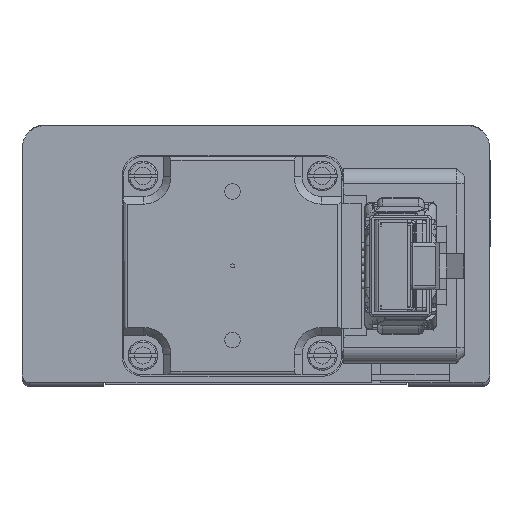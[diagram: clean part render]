
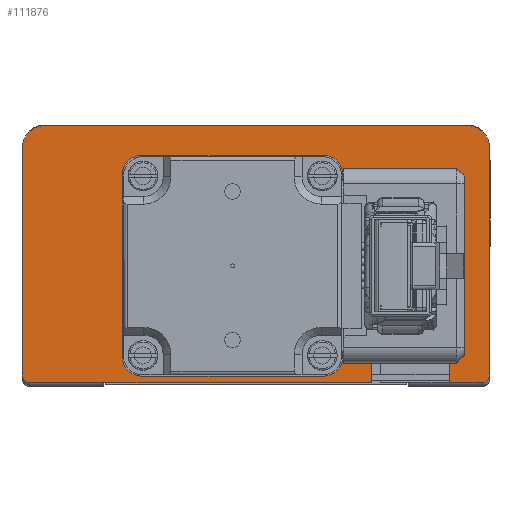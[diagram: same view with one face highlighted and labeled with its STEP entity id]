
A CAD part, front view. The second image highlights one B-rep face of the part: STEP entity #111876.
In plain terms, the highlighted face is planar.
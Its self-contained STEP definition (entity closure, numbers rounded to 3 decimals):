
#3953=LINE('',#189128,#16754);
#3957=LINE('',#189138,#16758);
#3960=LINE('',#189146,#16761);
#3963=LINE('',#189154,#16764);
#3966=LINE('',#189162,#16767);
#3968=LINE('',#189166,#16769);
#3970=LINE('',#189170,#16771);
#3971=LINE('',#189172,#16772);
#3972=LINE('',#189173,#16773);
#3973=LINE('',#189178,#16774);
#3974=LINE('',#189182,#16775);
#3975=LINE('',#189186,#16776);
#3976=LINE('',#189190,#16777);
#3977=LINE('',#189194,#16778);
#3978=LINE('',#189198,#16779);
#3979=LINE('',#189202,#16780);
#16754=VECTOR('',#158989,1000.);
#16758=VECTOR('',#158999,1000.);
#16761=VECTOR('',#159008,1000.);
#16764=VECTOR('',#159017,1000.);
#16767=VECTOR('',#159026,1000.);
#16769=VECTOR('',#159030,1000.);
#16771=VECTOR('',#159034,1000.);
#16772=VECTOR('',#159035,1000.);
#16773=VECTOR('',#159036,1000.);
#16774=VECTOR('',#159039,1000.);
#16775=VECTOR('',#159042,1000.);
#16776=VECTOR('',#159045,1000.);
#16777=VECTOR('',#159048,1000.);
#16778=VECTOR('',#159051,1000.);
#16779=VECTOR('',#159054,1000.);
#16780=VECTOR('',#159057,1000.);
#30900=ORIENTED_EDGE('',*,*,#63628,.F.);
#30901=ORIENTED_EDGE('',*,*,#63649,.F.);
#30902=ORIENTED_EDGE('',*,*,#63650,.F.);
#30903=ORIENTED_EDGE('',*,*,#63647,.F.);
#30904=ORIENTED_EDGE('',*,*,#63645,.F.);
#30905=ORIENTED_EDGE('',*,*,#63643,.T.);
#30906=ORIENTED_EDGE('',*,*,#63641,.F.);
#30907=ORIENTED_EDGE('',*,*,#63639,.T.);
#30908=ORIENTED_EDGE('',*,*,#63637,.F.);
#30909=ORIENTED_EDGE('',*,*,#63635,.T.);
#30910=ORIENTED_EDGE('',*,*,#63633,.F.);
#30911=ORIENTED_EDGE('',*,*,#63631,.T.);
#30912=ORIENTED_EDGE('',*,*,#63651,.T.);
#30913=ORIENTED_EDGE('',*,*,#63652,.T.);
#30914=ORIENTED_EDGE('',*,*,#63653,.T.);
#30915=ORIENTED_EDGE('',*,*,#63654,.T.);
#30916=ORIENTED_EDGE('',*,*,#63655,.T.);
#30917=ORIENTED_EDGE('',*,*,#63656,.T.);
#30918=ORIENTED_EDGE('',*,*,#63657,.T.);
#30919=ORIENTED_EDGE('',*,*,#63658,.T.);
#30920=ORIENTED_EDGE('',*,*,#63659,.T.);
#30921=ORIENTED_EDGE('',*,*,#63660,.T.);
#30922=ORIENTED_EDGE('',*,*,#63661,.T.);
#30923=ORIENTED_EDGE('',*,*,#63662,.T.);
#30924=ORIENTED_EDGE('',*,*,#63663,.T.);
#30925=ORIENTED_EDGE('',*,*,#63664,.T.);
#30926=ORIENTED_EDGE('',*,*,#63665,.T.);
#30927=ORIENTED_EDGE('',*,*,#63666,.T.);
#63628=EDGE_CURVE('',#80179,#80180,#3953,.T.);
#63631=EDGE_CURVE('',#80181,#80180,#91081,.T.);
#63633=EDGE_CURVE('',#80181,#80182,#3957,.T.);
#63635=EDGE_CURVE('',#80183,#80182,#91082,.T.);
#63637=EDGE_CURVE('',#80183,#80184,#3960,.T.);
#63639=EDGE_CURVE('',#80185,#80184,#91083,.T.);
#63641=EDGE_CURVE('',#80185,#80186,#3963,.T.);
#63643=EDGE_CURVE('',#80187,#80186,#91084,.T.);
#63645=EDGE_CURVE('',#80187,#80188,#3966,.T.);
#63647=EDGE_CURVE('',#80188,#80189,#3968,.T.);
#63649=EDGE_CURVE('',#80190,#80179,#3970,.T.);
#63650=EDGE_CURVE('',#80189,#80190,#3971,.T.);
#63651=EDGE_CURVE('',#80191,#80192,#3972,.T.);
#63652=EDGE_CURVE('',#80192,#80193,#91085,.T.);
#63653=EDGE_CURVE('',#80193,#80194,#3973,.T.);
#63654=EDGE_CURVE('',#80194,#80195,#91086,.T.);
#63655=EDGE_CURVE('',#80195,#80196,#3974,.T.);
#63656=EDGE_CURVE('',#80196,#80197,#91087,.T.);
#63657=EDGE_CURVE('',#80197,#80198,#3975,.T.);
#63658=EDGE_CURVE('',#80198,#80199,#91088,.T.);
#63659=EDGE_CURVE('',#80199,#80200,#3976,.T.);
#63660=EDGE_CURVE('',#80200,#80201,#91089,.T.);
#63661=EDGE_CURVE('',#80201,#80202,#3977,.T.);
#63662=EDGE_CURVE('',#80202,#80203,#91090,.T.);
#63663=EDGE_CURVE('',#80203,#80204,#3978,.T.);
#63664=EDGE_CURVE('',#80204,#80205,#91091,.T.);
#63665=EDGE_CURVE('',#80205,#80206,#3979,.T.);
#63666=EDGE_CURVE('',#80206,#80191,#91092,.T.);
#80179=VERTEX_POINT('',#189129);
#80180=VERTEX_POINT('',#189130);
#80181=VERTEX_POINT('',#189135);
#80182=VERTEX_POINT('',#189139);
#80183=VERTEX_POINT('',#189143);
#80184=VERTEX_POINT('',#189147);
#80185=VERTEX_POINT('',#189151);
#80186=VERTEX_POINT('',#189155);
#80187=VERTEX_POINT('',#189159);
#80188=VERTEX_POINT('',#189163);
#80189=VERTEX_POINT('',#189167);
#80190=VERTEX_POINT('',#189171);
#80191=VERTEX_POINT('',#189174);
#80192=VERTEX_POINT('',#189175);
#80193=VERTEX_POINT('',#189177);
#80194=VERTEX_POINT('',#189179);
#80195=VERTEX_POINT('',#189181);
#80196=VERTEX_POINT('',#189183);
#80197=VERTEX_POINT('',#189185);
#80198=VERTEX_POINT('',#189187);
#80199=VERTEX_POINT('',#189189);
#80200=VERTEX_POINT('',#189191);
#80201=VERTEX_POINT('',#189193);
#80202=VERTEX_POINT('',#189195);
#80203=VERTEX_POINT('',#189197);
#80204=VERTEX_POINT('',#189199);
#80205=VERTEX_POINT('',#189201);
#80206=VERTEX_POINT('',#189203);
#91081=CIRCLE('',#149280,1.);
#91082=CIRCLE('',#149283,3.);
#91083=CIRCLE('',#149286,3.);
#91084=CIRCLE('',#149289,1.);
#91085=CIRCLE('',#149293,5.);
#91086=CIRCLE('',#149294,3.5);
#91087=CIRCLE('',#149295,5.);
#91088=CIRCLE('',#149296,3.5);
#91089=CIRCLE('',#149297,5.);
#91090=CIRCLE('',#149298,3.5);
#91091=CIRCLE('',#149299,5.);
#91092=CIRCLE('',#149300,3.5);
#93867=EDGE_LOOP('',(#30900,#30901,#30902,#30903,#30904,#30905,#30906,#30907,
#30908,#30909,#30910,#30911));
#93868=EDGE_LOOP('',(#30912,#30913,#30914,#30915,#30916,#30917,#30918,#30919,
#30920,#30921,#30922,#30923,#30924,#30925,#30926,#30927));
#100813=FACE_BOUND('',#93867,.T.);
#100814=FACE_BOUND('',#93868,.T.);
#107534=PLANE('',#149292);
#111876=ADVANCED_FACE('',(#100813,#100814),#107534,.F.);
#149280=AXIS2_PLACEMENT_3D('',#189134,#158994,#158995);
#149283=AXIS2_PLACEMENT_3D('',#189142,#159003,#159004);
#149286=AXIS2_PLACEMENT_3D('',#189150,#159012,#159013);
#149289=AXIS2_PLACEMENT_3D('',#189158,#159021,#159022);
#149292=AXIS2_PLACEMENT_3D('',#189169,#159032,#159033);
#149293=AXIS2_PLACEMENT_3D('',#189176,#159037,#159038);
#149294=AXIS2_PLACEMENT_3D('',#189180,#159040,#159041);
#149295=AXIS2_PLACEMENT_3D('',#189184,#159043,#159044);
#149296=AXIS2_PLACEMENT_3D('',#189188,#159046,#159047);
#149297=AXIS2_PLACEMENT_3D('',#189192,#159049,#159050);
#149298=AXIS2_PLACEMENT_3D('',#189196,#159052,#159053);
#149299=AXIS2_PLACEMENT_3D('',#189200,#159055,#159056);
#149300=AXIS2_PLACEMENT_3D('',#189204,#159058,#159059);
#158989=DIRECTION('',(-1.,0.,0.));
#158994=DIRECTION('',(0.,0.,1.));
#158995=DIRECTION('',(-1.,0.,0.));
#158999=DIRECTION('',(0.,1.,0.));
#159003=DIRECTION('',(0.,0.,1.));
#159004=DIRECTION('',(-1.,0.,0.));
#159008=DIRECTION('',(1.,0.,0.));
#159012=DIRECTION('',(0.,0.,1.));
#159013=DIRECTION('',(-1.,0.,0.));
#159017=DIRECTION('',(0.,-1.,0.));
#159021=DIRECTION('',(0.,0.,1.));
#159022=DIRECTION('',(-1.,0.,0.));
#159026=DIRECTION('',(-1.,0.,0.));
#159030=DIRECTION('',(0.,1.,0.));
#159032=DIRECTION('',(0.,0.,-1.));
#159033=DIRECTION('',(-1.,0.,0.));
#159034=DIRECTION('',(0.,-1.,0.));
#159035=DIRECTION('',(-1.,0.,0.));
#159036=DIRECTION('',(0.,1.,0.));
#159037=DIRECTION('',(0.,0.,-1.));
#159038=DIRECTION('',(0.,1.,0.));
#159039=DIRECTION('',(0.,-1.,0.));
#159040=DIRECTION('',(0.,0.,-1.));
#159041=DIRECTION('',(0.,1.,0.));
#159042=DIRECTION('',(1.,0.,0.));
#159043=DIRECTION('',(0.,0.,-1.));
#159044=DIRECTION('',(0.,1.,0.));
#159045=DIRECTION('',(-1.,0.,0.));
#159046=DIRECTION('',(0.,0.,-1.));
#159047=DIRECTION('',(0.,1.,0.));
#159048=DIRECTION('',(0.,-1.,0.));
#159049=DIRECTION('',(0.,0.,-1.));
#159050=DIRECTION('',(0.,1.,0.));
#159051=DIRECTION('',(0.,1.,0.));
#159052=DIRECTION('',(0.,0.,-1.));
#159053=DIRECTION('',(0.,1.,0.));
#159054=DIRECTION('',(-1.,0.,0.));
#159055=DIRECTION('',(0.,0.,-1.));
#159056=DIRECTION('',(0.,1.,0.));
#159057=DIRECTION('',(1.,0.,0.));
#159058=DIRECTION('',(0.,0.,-1.));
#159059=DIRECTION('',(0.,1.,0.));
#189128=CARTESIAN_POINT('',(-30.,0.5,233.));
#189129=CARTESIAN_POINT('',(14.8,0.5,233.));
#189130=CARTESIAN_POINT('',(-29.,0.5,233.));
#189134=CARTESIAN_POINT('',(-29.,1.5,233.));
#189135=CARTESIAN_POINT('',(-30.,1.5,233.));
#189138=CARTESIAN_POINT('',(-30.,0.5,233.));
#189139=CARTESIAN_POINT('',(-30.,30.5,233.));
#189142=CARTESIAN_POINT('',(-27.,30.5,233.));
#189143=CARTESIAN_POINT('',(-27.,33.5,233.));
#189146=CARTESIAN_POINT('',(-30.,33.5,233.));
#189147=CARTESIAN_POINT('',(27.,33.5,233.));
#189150=CARTESIAN_POINT('',(27.,30.5,233.));
#189151=CARTESIAN_POINT('',(30.,30.5,233.));
#189154=CARTESIAN_POINT('',(30.,0.5,233.));
#189155=CARTESIAN_POINT('',(30.,1.5,233.));
#189158=CARTESIAN_POINT('',(29.,1.5,233.));
#189159=CARTESIAN_POINT('',(29.,0.5,233.));
#189162=CARTESIAN_POINT('',(-30.,0.5,233.));
#189163=CARTESIAN_POINT('',(24.8,0.5,233.));
#189166=CARTESIAN_POINT('',(24.8,0.5,233.));
#189167=CARTESIAN_POINT('',(24.8,8.5,233.));
#189169=CARTESIAN_POINT('',(-30.,0.5,233.));
#189170=CARTESIAN_POINT('',(14.8,0.5,233.));
#189171=CARTESIAN_POINT('',(14.8,8.5,233.));
#189172=CARTESIAN_POINT('',(14.8,8.5,233.));
#189173=CARTESIAN_POINT('',(-4.5,18.662,233.));
#189174=CARTESIAN_POINT('',(-4.5,18.662,233.));
#189175=CARTESIAN_POINT('',(-4.5,20.27,233.));
#189176=CARTESIAN_POINT('',(-3.,15.5,233.));
#189177=CARTESIAN_POINT('',(-1.5,20.27,233.));
#189178=CARTESIAN_POINT('',(-1.5,18.662,233.));
#189179=CARTESIAN_POINT('',(-1.5,18.662,233.));
#189180=CARTESIAN_POINT('',(-3.,15.5,233.));
#189181=CARTESIAN_POINT('',(0.162,17.,233.));
#189182=CARTESIAN_POINT('',(0.162,17.,233.));
#189183=CARTESIAN_POINT('',(1.77,17.,233.));
#189184=CARTESIAN_POINT('',(-3.,15.5,233.));
#189185=CARTESIAN_POINT('',(1.77,14.,233.));
#189186=CARTESIAN_POINT('',(0.162,14.,233.));
#189187=CARTESIAN_POINT('',(0.162,14.,233.));
#189188=CARTESIAN_POINT('',(-3.,15.5,233.));
#189189=CARTESIAN_POINT('',(-1.5,12.338,233.));
#189190=CARTESIAN_POINT('',(-1.5,12.338,233.));
#189191=CARTESIAN_POINT('',(-1.5,10.73,233.));
#189192=CARTESIAN_POINT('',(-3.,15.5,233.));
#189193=CARTESIAN_POINT('',(-4.5,10.73,233.));
#189194=CARTESIAN_POINT('',(-4.5,15.5,233.));
#189195=CARTESIAN_POINT('',(-4.5,12.338,233.));
#189196=CARTESIAN_POINT('',(-3.,15.5,233.));
#189197=CARTESIAN_POINT('',(-6.162,14.,233.));
#189198=CARTESIAN_POINT('',(-6.162,14.,233.));
#189199=CARTESIAN_POINT('',(-7.77,14.,233.));
#189200=CARTESIAN_POINT('',(-3.,15.5,233.));
#189201=CARTESIAN_POINT('',(-7.77,17.,233.));
#189202=CARTESIAN_POINT('',(-6.162,17.,233.));
#189203=CARTESIAN_POINT('',(-6.162,17.,233.));
#189204=CARTESIAN_POINT('',(-3.,15.5,233.));
